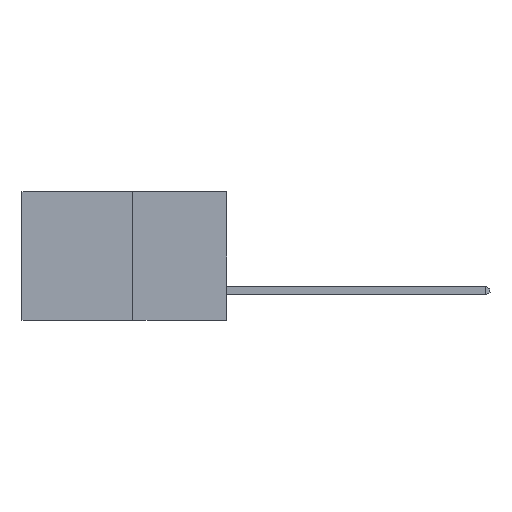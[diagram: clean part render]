
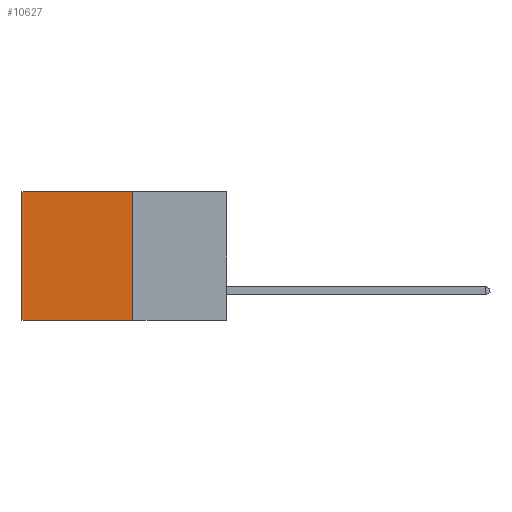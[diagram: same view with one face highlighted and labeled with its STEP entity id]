
A CAD part, left-side view. The second image highlights one B-rep face of the part: STEP entity #10627.
In plain terms, the highlighted planar face has unit normal (-1, 0, 0).
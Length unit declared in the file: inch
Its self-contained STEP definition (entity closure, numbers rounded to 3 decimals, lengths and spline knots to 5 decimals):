
#1037 = LINE ( 'NONE', #2848, #5565 ) ;
#1260 = VERTEX_POINT ( 'NONE', #11050 ) ;
#1605 = VECTOR ( 'NONE', #7914, 39.37008 ) ;
#1624 = ORIENTED_EDGE ( 'NONE', *, *, #7133, .T. ) ;
#1641 = VERTEX_POINT ( 'NONE', #5375 ) ;
#1675 = DIRECTION ( 'NONE',  ( 1., 0., 0. ) ) ;
#2377 = EDGE_LOOP ( 'NONE', ( #4934, #6476, #7699, #1624 ) ) ;
#2756 = VERTEX_POINT ( 'NONE', #5448 ) ;
#2848 = CARTESIAN_POINT ( 'NONE',  ( 0.277, 0.27, -0.37 ) ) ;
#2872 = EDGE_CURVE ( 'NONE', #5209, #1260, #1037, .T. ) ;
#3779 = DIRECTION ( 'NONE',  ( 0., 1., 0. ) ) ;
#4022 = LINE ( 'NONE', #7913, #1605 ) ;
#4703 = VECTOR ( 'NONE', #3779, 39.37008 ) ;
#4934 = ORIENTED_EDGE ( 'NONE', *, *, #5215, .T. ) ;
#4985 = LINE ( 'NONE', #5579, #4703 ) ;
#5013 = LINE ( 'NONE', #9614, #11417 ) ;
#5133 = DIRECTION ( 'NONE',  ( 0., 1., 0. ) ) ;
#5209 = VERTEX_POINT ( 'NONE', #9731 ) ;
#5215 = EDGE_CURVE ( 'NONE', #2756, #1260, #5013, .T. ) ;
#5375 = CARTESIAN_POINT ( 'NONE',  ( 0.277, 0.27, 0. ) ) ;
#5448 = CARTESIAN_POINT ( 'NONE',  ( 0.277, 0.59, 0. ) ) ;
#5510 = EDGE_CURVE ( 'NONE', #1641, #5209, #4022, .T. ) ;
#5565 = VECTOR ( 'NONE', #5133, 39.37008 ) ;
#5579 = CARTESIAN_POINT ( 'NONE',  ( 0.277, 0.27, 0. ) ) ;
#6161 = CARTESIAN_POINT ( 'NONE',  ( 0.277, 0.27, -0.37 ) ) ;
#6476 = ORIENTED_EDGE ( 'NONE', *, *, #2872, .F. ) ;
#7133 = EDGE_CURVE ( 'NONE', #1641, #2756, #4985, .T. ) ;
#7699 = ORIENTED_EDGE ( 'NONE', *, *, #5510, .F. ) ;
#7913 = CARTESIAN_POINT ( 'NONE',  ( 0.277, 0.27, -0.37 ) ) ;
#7914 = DIRECTION ( 'NONE',  ( 0., 0., -1. ) ) ;
#7926 = DIRECTION ( 'NONE',  ( 0., 0., -1. ) ) ;
#8342 = AXIS2_PLACEMENT_3D ( 'NONE', #6161, #1675, #7926 ) ;
#9587 = DIRECTION ( 'NONE',  ( 0., 0., -1. ) ) ;
#9614 = CARTESIAN_POINT ( 'NONE',  ( 0.277, 0.59, -0.37 ) ) ;
#9731 = CARTESIAN_POINT ( 'NONE',  ( 0.277, 0.27, -0.37 ) ) ;
#10430 = FACE_OUTER_BOUND ( 'NONE', #2377, .T. ) ;
#10627 = ADVANCED_FACE ( 'NONE', ( #10430 ), #11360, .F. ) ;
#11050 = CARTESIAN_POINT ( 'NONE',  ( 0.277, 0.59, -0.37 ) ) ;
#11360 = PLANE ( 'NONE',  #8342 ) ;
#11417 = VECTOR ( 'NONE', #9587, 39.37008 ) ;
